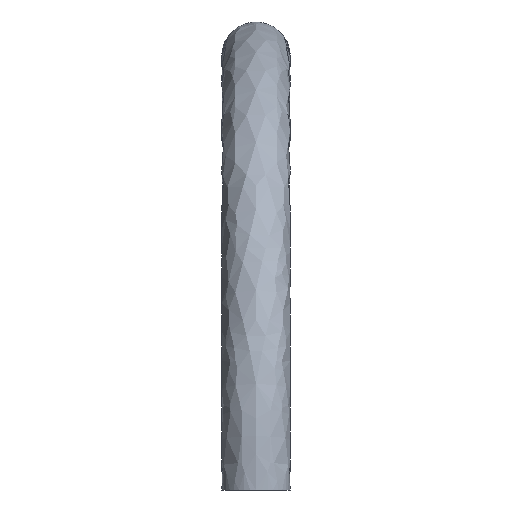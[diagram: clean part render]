
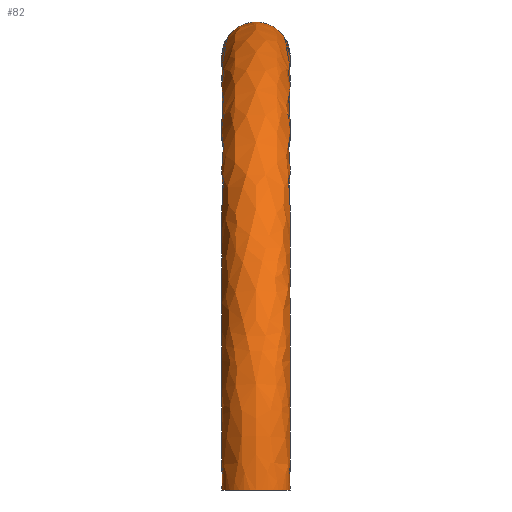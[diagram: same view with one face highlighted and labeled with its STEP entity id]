
A CAD part, left-side view. The second image highlights one B-rep face of the part: STEP entity #82.
In plain terms, the highlighted free-form (B-spline) face has degree [3, 3] with [7, 8] control points.
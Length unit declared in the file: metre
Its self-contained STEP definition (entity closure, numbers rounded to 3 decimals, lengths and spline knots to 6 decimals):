
#17=ORIENTED_EDGE('',*,*,#31,.F.);
#18=ORIENTED_EDGE('',*,*,#32,.T.);
#31=EDGE_CURVE('',#38,#38,#45,.T.);
#32=EDGE_CURVE('',#39,#39,#46,.T.);
#38=VERTEX_POINT('',#198);
#39=VERTEX_POINT('',#200);
#45=CIRCLE('',#102,0.00395);
#46=CIRCLE('',#103,0.00395);
#52=EDGE_LOOP('',(#17));
#53=EDGE_LOOP('',(#18));
#66=FACE_BOUND('',#52,.T.);
#67=FACE_BOUND('',#53,.T.);
#80=(
BOUNDED_SURFACE()
B_SPLINE_SURFACE(3,3,((#141,#142,#143,#144,#145,#146,#147,#148),(#149,#150,
#151,#152,#153,#154,#155,#156),(#157,#158,#159,#160,#161,#162,#163,#164),
(#165,#166,#167,#168,#169,#170,#171,#172),(#173,#174,#175,#176,#177,#178,
#179,#180),(#181,#182,#183,#184,#185,#186,#187,#188),(#189,#190,#191,#192,
#193,#194,#195,#196)),.UNSPECIFIED.,.T.,.F.,.F.)
B_SPLINE_SURFACE_WITH_KNOTS((4,3,4),(4,2,2,4),(0.,0.5,1.),(0.,0.25,0.5,
1.),.UNSPECIFIED.)
GEOMETRIC_REPRESENTATION_ITEM()
RATIONAL_B_SPLINE_SURFACE(((1.,1.,1.,1.,1.,1.,1.,1.),(0.333,
0.333,0.333,0.333,0.333,
0.333,0.333,0.333),(0.333,
0.333,0.333,0.333,0.333,
0.333,0.333,0.333),(1.,1.,1.,1.,1.,
1.,1.,1.),(0.333,0.333,0.333,0.333,
0.333,0.333,0.333,0.333),
(0.333,0.333,0.333,0.333,
0.333,0.333,0.333,0.333),
(1.,1.,1.,1.,1.,1.,1.,1.)))
REPRESENTATION_ITEM('')
SURFACE()
);
#82=ADVANCED_FACE('',(#66,#67),#80,.T.);
#102=AXIS2_PLACEMENT_3D('',#197,#116,#117);
#103=AXIS2_PLACEMENT_3D('',#199,#118,#119);
#116=DIRECTION('',(1.,0.,0.));
#117=DIRECTION('',(0.,0.,-1.));
#118=DIRECTION('',(0.,0.,1.));
#119=DIRECTION('',(1.,0.,0.));
#141=CARTESIAN_POINT('',(0.00395,0.,0.));
#142=CARTESIAN_POINT('',(0.00395,0.,0.007587));
#143=CARTESIAN_POINT('',(0.005412,0.,0.014195));
#144=CARTESIAN_POINT('',(0.010437,0.,0.025566));
#145=CARTESIAN_POINT('',(0.014007,0.,0.03034));
#146=CARTESIAN_POINT('',(0.026905,0.,0.041952));
#147=CARTESIAN_POINT('',(0.038482,0.,0.04605));
#148=CARTESIAN_POINT('',(0.05,0.,0.04605));
#149=CARTESIAN_POINT('',(0.00395,0.0079,0.));
#150=CARTESIAN_POINT('',(0.00395,0.0079,0.007587));
#151=CARTESIAN_POINT('',(0.005412,0.0079,0.014195));
#152=CARTESIAN_POINT('',(0.010437,0.0079,0.025566));
#153=CARTESIAN_POINT('',(0.014007,0.0079,0.03034));
#154=CARTESIAN_POINT('',(0.026905,0.0079,0.041952));
#155=CARTESIAN_POINT('',(0.038482,0.0079,0.04605));
#156=CARTESIAN_POINT('',(0.05,0.0079,0.04605));
#157=CARTESIAN_POINT('',(-0.00395,0.0079,0.));
#158=CARTESIAN_POINT('',(-0.00395,0.0079,0.008608));
#159=CARTESIAN_POINT('',(-0.002274,0.0079,0.016348));
#160=CARTESIAN_POINT('',(0.00367,0.0079,0.029799));
#161=CARTESIAN_POINT('',(0.007932,0.0079,0.035501));
#162=CARTESIAN_POINT('',(0.023197,0.0079,0.049243));
#163=CARTESIAN_POINT('',(0.03662,0.0079,0.05395));
#164=CARTESIAN_POINT('',(0.05,0.0079,0.05395));
#165=CARTESIAN_POINT('',(-0.00395,0.,0.));
#166=CARTESIAN_POINT('',(-0.00395,0.,0.008608));
#167=CARTESIAN_POINT('',(-0.002274,0.,0.016348));
#168=CARTESIAN_POINT('',(0.00367,0.,0.029799));
#169=CARTESIAN_POINT('',(0.007932,0.,0.035501));
#170=CARTESIAN_POINT('',(0.023197,0.,0.049243));
#171=CARTESIAN_POINT('',(0.03662,0.,0.05395));
#172=CARTESIAN_POINT('',(0.05,0.,0.05395));
#173=CARTESIAN_POINT('',(-0.00395,-0.0079,0.));
#174=CARTESIAN_POINT('',(-0.00395,-0.0079,0.008608));
#175=CARTESIAN_POINT('',(-0.002274,-0.0079,0.016348));
#176=CARTESIAN_POINT('',(0.00367,-0.0079,0.029799));
#177=CARTESIAN_POINT('',(0.007932,-0.0079,0.035501));
#178=CARTESIAN_POINT('',(0.023197,-0.0079,0.049243));
#179=CARTESIAN_POINT('',(0.03662,-0.0079,0.05395));
#180=CARTESIAN_POINT('',(0.05,-0.0079,0.05395));
#181=CARTESIAN_POINT('',(0.00395,-0.0079,0.));
#182=CARTESIAN_POINT('',(0.00395,-0.0079,0.007587));
#183=CARTESIAN_POINT('',(0.005412,-0.0079,0.014195));
#184=CARTESIAN_POINT('',(0.010437,-0.0079,0.025566));
#185=CARTESIAN_POINT('',(0.014007,-0.0079,0.03034));
#186=CARTESIAN_POINT('',(0.026905,-0.0079,0.041952));
#187=CARTESIAN_POINT('',(0.038482,-0.0079,0.04605));
#188=CARTESIAN_POINT('',(0.05,-0.0079,0.04605));
#189=CARTESIAN_POINT('',(0.00395,0.,0.));
#190=CARTESIAN_POINT('',(0.00395,0.,0.007587));
#191=CARTESIAN_POINT('',(0.005412,0.,0.014195));
#192=CARTESIAN_POINT('',(0.010437,0.,0.025566));
#193=CARTESIAN_POINT('',(0.014007,0.,0.03034));
#194=CARTESIAN_POINT('',(0.026905,0.,0.041952));
#195=CARTESIAN_POINT('',(0.038482,0.,0.04605));
#196=CARTESIAN_POINT('',(0.05,0.,0.04605));
#197=CARTESIAN_POINT('',(0.05,0.,0.05));
#198=CARTESIAN_POINT('',(0.05,0.,0.04605));
#199=CARTESIAN_POINT('',(0.,0.,0.));
#200=CARTESIAN_POINT('',(0.00395,0.,0.));
